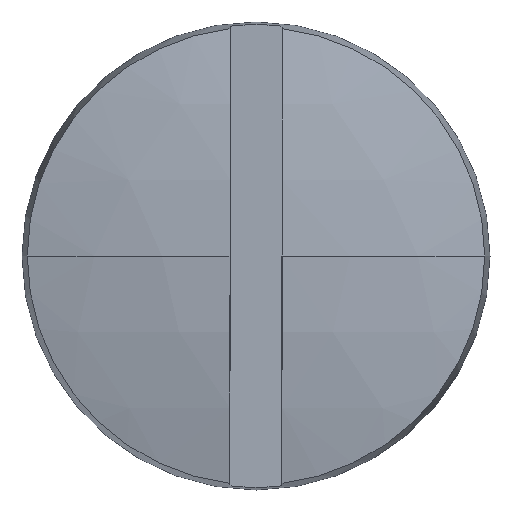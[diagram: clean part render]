
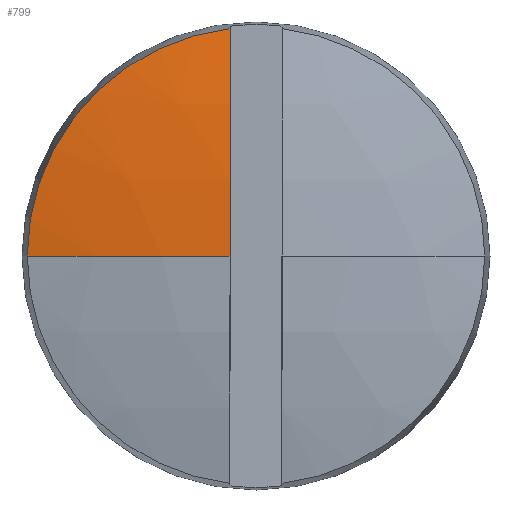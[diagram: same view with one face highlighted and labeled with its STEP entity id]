
A CAD part, left-side view. The second image highlights one B-rep face of the part: STEP entity #799.
In plain terms, the highlighted spherical face has radius 11.755 mm.
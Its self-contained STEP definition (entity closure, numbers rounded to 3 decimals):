
#22 = CIRCLE ( 'NONE', #66, 2.639 ) ;
#44 = DIRECTION ( 'NONE',  ( 0., 1., 0. ) ) ;
#55 = VERTEX_POINT ( 'NONE', #137 ) ;
#57 = ORIENTED_EDGE ( 'NONE', *, *, #860, .T. ) ;
#66 = AXIS2_PLACEMENT_3D ( 'NONE', #788, #1354, #1246 ) ;
#137 = CARTESIAN_POINT ( 'NONE',  ( 0.3, 2.639, 0. ) ) ;
#155 = CARTESIAN_POINT ( 'NONE',  ( 11.755, 0., 0. ) ) ;
#177 = VERTEX_POINT ( 'NONE', #616 ) ;
#292 = DIRECTION ( 'NONE',  ( 0., -1., 0. ) ) ;
#317 = EDGE_CURVE ( 'NONE', #1206, #177, #607, .T. ) ;
#408 = AXIS2_PLACEMENT_3D ( 'NONE', #155, #1179, #44 ) ;
#519 = DIRECTION ( 'NONE',  ( 0., 0., 1. ) ) ;
#607 = CIRCLE ( 'NONE', #633, 11.751 ) ;
#616 = CARTESIAN_POINT ( 'NONE',  ( 0.004, 0.3, 0. ) ) ;
#633 = AXIS2_PLACEMENT_3D ( 'NONE', #1069, #292, #878 ) ;
#665 = EDGE_LOOP ( 'NONE', ( #1403, #57, #1039 ) ) ;
#788 = CARTESIAN_POINT ( 'NONE',  ( 0.3, 0., 0. ) ) ;
#799 = ADVANCED_FACE ( 'NONE', ( #1054 ), #1262, .T. ) ;
#860 = EDGE_CURVE ( 'NONE', #55, #177, #1207, .T. ) ;
#878 = DIRECTION ( 'NONE',  ( 0., 0., -1. ) ) ;
#1025 = EDGE_CURVE ( 'NONE', #1206, #55, #22, .T. ) ;
#1039 = ORIENTED_EDGE ( 'NONE', *, *, #317, .F. ) ;
#1054 = FACE_OUTER_BOUND ( 'NONE', #665, .T. ) ;
#1069 = CARTESIAN_POINT ( 'NONE',  ( 11.755, 0.3, 0. ) ) ;
#1150 = CARTESIAN_POINT ( 'NONE',  ( 0.3, 0.3, 2.622 ) ) ;
#1179 = DIRECTION ( 'NONE',  ( 0., 0., -1. ) ) ;
#1206 = VERTEX_POINT ( 'NONE', #1150 ) ;
#1207 = CIRCLE ( 'NONE', #1324, 11.755 ) ;
#1246 = DIRECTION ( 'NONE',  ( 0., 0., 1. ) ) ;
#1262 = SPHERICAL_SURFACE ( 'NONE', #408, 11.755 ) ;
#1312 = CARTESIAN_POINT ( 'NONE',  ( 11.755, 0., 0. ) ) ;
#1318 = DIRECTION ( 'NONE',  ( 1., 0., 0. ) ) ;
#1324 = AXIS2_PLACEMENT_3D ( 'NONE', #1312, #519, #1318 ) ;
#1354 = DIRECTION ( 'NONE',  ( -1., 0., 0. ) ) ;
#1403 = ORIENTED_EDGE ( 'NONE', *, *, #1025, .T. ) ;
